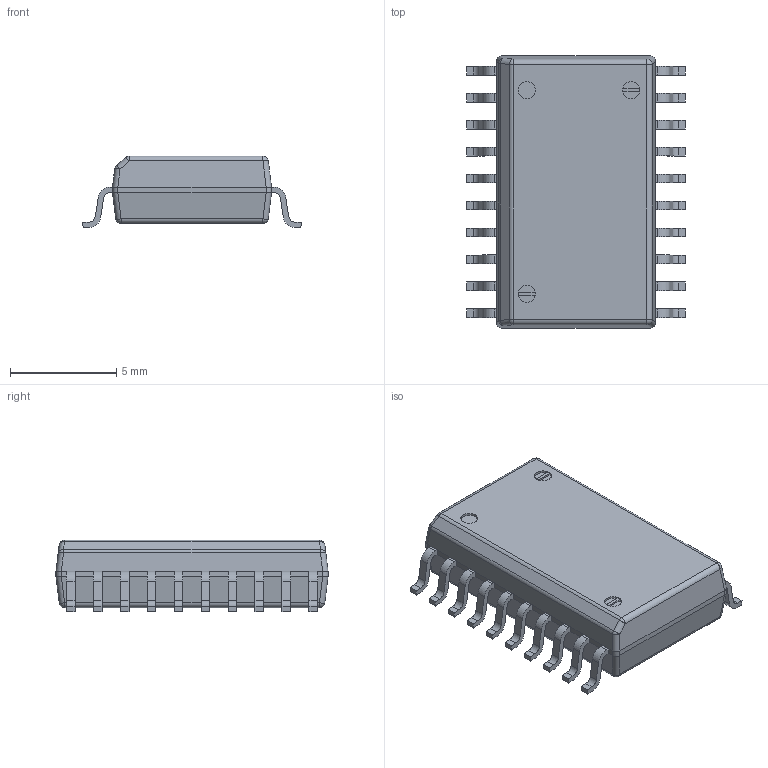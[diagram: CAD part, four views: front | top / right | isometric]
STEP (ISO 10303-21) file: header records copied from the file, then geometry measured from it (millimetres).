
FILE_DESCRIPTION((''),'2;1');
FILE_NAME('DFM0020A_ASM','2020-03-31T08:05:55',('a0412086'),(''),'CREO PARAMETRIC BY PTC INC, 2019292','CREO PARAMETRIC BY PTC INC, 2019292','');
FILE_SCHEMA(('AUTOMOTIVE_DESIGN { 1 0 10303 214 1 1 1 1 }'));
Length unit declared in the file: millimetre
Products named in the file (3): BODY-SSOP; LEAD-SSOP; DFM0020A_ASM
Assembly tree (21 placements, depth 2):
  DFM0020A_ASM
    BODY-SSOP
    LEAD-SSOP  x20
Bounding box: 10.3 x 12.83 x 3.38 mm (x, y, z)
Volume: 298.1 mm3; surface area: 368.6 mm2
Topology: 21 solids, 21 shells, 345 faces, 870 edges, 570 vertices
Faces by surface type: plane 226, cylinder 109, sphere 10
Entity records: 3268 total; most frequent: CARTESIAN_POINT 529, DIRECTION 426, ORIENTED_EDGE 372, PRESENTATION_STYLE_ASSIGNMENT 188, STYLED_ITEM 188, CURVE_STYLE 186, EDGE_CURVE 186, AXIS2_PLACEMENT_3D 161
